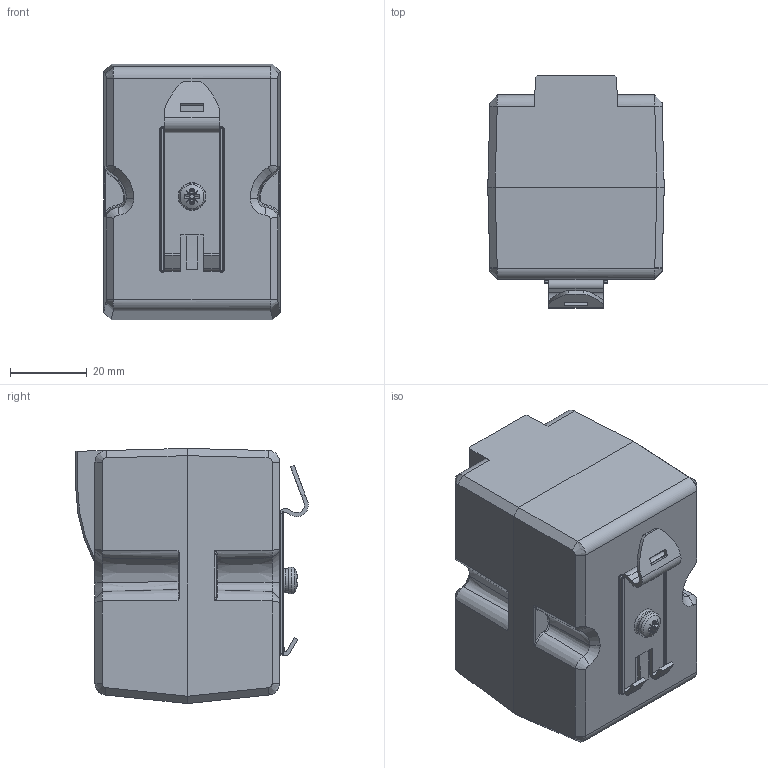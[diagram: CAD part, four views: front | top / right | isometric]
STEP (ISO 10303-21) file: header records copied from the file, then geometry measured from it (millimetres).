
FILE_DESCRIPTION(/* description */ (''),/* implementation_level */ '2;1');
FILE_NAME(/* name */ 'SNV-4XXX.step',/* time_stamp */ '2021-05-11T16:03:47+03:00',/* author */ (''),/* organization */ (''),/* preprocessor_version */ 'ST-DEVELOPER v18.1',/* originating_system */ 'Autodesk Translation Framework v10.6.0.1341',/* authorisation */ '');
FILE_SCHEMA (('AUTOMOTIVE_DESIGN { 1 0 10303 214 3 1 1 }'));
Length unit declared in the file: millimetre
Products named in the file (3): Mini_corpus_для раздачи; DIN-clip v6; DIN7981 3,5x9,5 v10
Assembly tree (2 placements, depth 2):
  Mini_corpus_для раздачи
    DIN-clip v6
    DIN7981 3,5x9,5 v10
Bounding box: 45.9 x 60.5 x 66.4 mm (x, y, z)
Volume: 140039.4 mm3; surface area: 18426 mm2
Topology: 3 solids, 3 shells, 320 faces, 793 edges, 475 vertices
Faces by surface type: plane 93, bspline 71, cylinder 56, torus 50, cone 33, sphere 17
Full cylindrical faces by diameter (mm): 2.575 x2, 4.2 x1, 6.2 x1, 6.9 x1
Entity records: 12206 total; most frequent: CARTESIAN_POINT 4967, ORIENTED_EDGE 1568, DIRECTION 1384, EDGE_CURVE 784, AXIS2_PLACEMENT_3D 547, VERTEX_POINT 475, EDGE_LOOP 329, FACE_OUTER_BOUND 320
